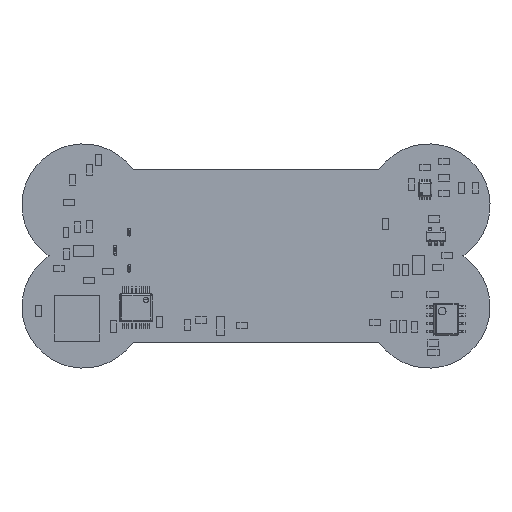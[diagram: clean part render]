
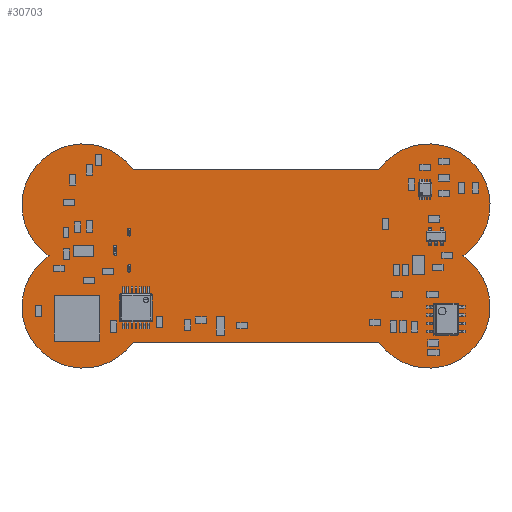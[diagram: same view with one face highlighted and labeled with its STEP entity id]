
A CAD part, top view. The second image highlights one B-rep face of the part: STEP entity #30703.
In plain terms, the highlighted planar face has unit normal (0, 0, 1).
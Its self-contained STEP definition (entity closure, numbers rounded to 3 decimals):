
#30100 = VERTEX_POINT('',#30101);
#30101 = CARTESIAN_POINT('',(36.896,36.703,0.));
#30107 = EDGE_CURVE('',#30100,#30108,#30110,.T.);
#30108 = VERTEX_POINT('',#30109);
#30109 = CARTESIAN_POINT('',(23.898,50.038,0.));
#30110 = CIRCLE('',#30111,9.468);
#30111 = AXIS2_PLACEMENT_3D('',#30112,#30113,#30114);
#30112 = CARTESIAN_POINT('',(29.167,42.172,0.));
#30113 = DIRECTION('',(0.,0.,-1.));
#30114 = DIRECTION('',(0.816,-0.578,0.));
#30140 = EDGE_CURVE('',#30108,#30141,#30143,.T.);
#30141 = VERTEX_POINT('',#30142);
#30142 = CARTESIAN_POINT('',(36.896,63.373,0.));
#30143 = CIRCLE('',#30144,9.468);
#30144 = AXIS2_PLACEMENT_3D('',#30145,#30146,#30147);
#30145 = CARTESIAN_POINT('',(29.167,57.904,0.));
#30146 = DIRECTION('',(0.,0.,-1.));
#30147 = DIRECTION('',(-0.557,-0.831,0.));
#30173 = EDGE_CURVE('',#30141,#30174,#30176,.T.);
#30174 = VERTEX_POINT('',#30175);
#30175 = CARTESIAN_POINT('',(74.864,63.373,0.));
#30176 = LINE('',#30177,#30178);
#30177 = CARTESIAN_POINT('',(36.896,63.373,0.));
#30178 = VECTOR('',#30179,1.);
#30179 = DIRECTION('',(1.,0.,0.));
#30204 = EDGE_CURVE('',#30174,#30205,#30207,.T.);
#30205 = VERTEX_POINT('',#30206);
#30206 = CARTESIAN_POINT('',(87.862,50.038,0.));
#30207 = CIRCLE('',#30208,9.468);
#30208 = AXIS2_PLACEMENT_3D('',#30209,#30210,#30211);
#30209 = CARTESIAN_POINT('',(82.593,57.904,0.));
#30210 = DIRECTION('',(0.,0.,-1.));
#30211 = DIRECTION('',(-0.816,0.578,0.));
#30237 = EDGE_CURVE('',#30205,#30238,#30240,.T.);
#30238 = VERTEX_POINT('',#30239);
#30239 = CARTESIAN_POINT('',(74.864,36.703,0.));
#30240 = CIRCLE('',#30241,9.468);
#30241 = AXIS2_PLACEMENT_3D('',#30242,#30243,#30244);
#30242 = CARTESIAN_POINT('',(82.593,42.172,0.));
#30243 = DIRECTION('',(0.,0.,-1.));
#30244 = DIRECTION('',(0.557,0.831,0.));
#30270 = EDGE_CURVE('',#30238,#30100,#30271,.T.);
#30271 = LINE('',#30272,#30273);
#30272 = CARTESIAN_POINT('',(74.864,36.703,0.));
#30273 = VECTOR('',#30274,1.);
#30274 = DIRECTION('',(-1.,0.,0.));
#30294 = VERTEX_POINT('',#30295);
#30295 = CARTESIAN_POINT('',(34.354,51.477,0.));
#30301 = EDGE_CURVE('',#30294,#30302,#30304,.T.);
#30302 = VERTEX_POINT('',#30303);
#30303 = CARTESIAN_POINT('',(33.854,51.477,0.));
#30304 = CIRCLE('',#30305,0.25);
#30305 = AXIS2_PLACEMENT_3D('',#30306,#30307,#30308);
#30306 = CARTESIAN_POINT('',(34.104,51.477,0.));
#30307 = DIRECTION('',(0.,0.,1.));
#30308 = DIRECTION('',(1.,0.,0.));
#30336 = VERTEX_POINT('',#30337);
#30337 = CARTESIAN_POINT('',(34.354,50.377,0.));
#30343 = EDGE_CURVE('',#30336,#30294,#30344,.T.);
#30344 = LINE('',#30345,#30346);
#30345 = CARTESIAN_POINT('',(34.354,50.377,0.));
#30346 = VECTOR('',#30347,1.);
#30347 = DIRECTION('',(0.,1.,0.));
#30367 = VERTEX_POINT('',#30368);
#30368 = CARTESIAN_POINT('',(33.854,50.377,0.));
#30374 = EDGE_CURVE('',#30367,#30336,#30375,.T.);
#30375 = CIRCLE('',#30376,0.25);
#30376 = AXIS2_PLACEMENT_3D('',#30377,#30378,#30379);
#30377 = CARTESIAN_POINT('',(34.104,50.377,0.));
#30378 = DIRECTION('',(0.,0.,1.));
#30379 = DIRECTION('',(-1.,0.,0.));
#30398 = EDGE_CURVE('',#30302,#30367,#30399,.T.);
#30399 = LINE('',#30400,#30401);
#30400 = CARTESIAN_POINT('',(33.854,51.477,0.));
#30401 = VECTOR('',#30402,1.);
#30402 = DIRECTION('',(0.,-1.,0.));
#30422 = VERTEX_POINT('',#30423);
#30423 = CARTESIAN_POINT('',(36.504,48.477,0.));
#30429 = EDGE_CURVE('',#30422,#30430,#30432,.T.);
#30430 = VERTEX_POINT('',#30431);
#30431 = CARTESIAN_POINT('',(36.004,48.477,0.));
#30432 = CIRCLE('',#30433,0.25);
#30433 = AXIS2_PLACEMENT_3D('',#30434,#30435,#30436);
#30434 = CARTESIAN_POINT('',(36.254,48.477,0.));
#30435 = DIRECTION('',(0.,0.,1.));
#30436 = DIRECTION('',(1.,0.,0.));
#30464 = VERTEX_POINT('',#30465);
#30465 = CARTESIAN_POINT('',(36.504,47.777,0.));
#30471 = EDGE_CURVE('',#30464,#30422,#30472,.T.);
#30472 = LINE('',#30473,#30474);
#30473 = CARTESIAN_POINT('',(36.504,47.777,0.));
#30474 = VECTOR('',#30475,1.);
#30475 = DIRECTION('',(0.,1.,0.));
#30495 = VERTEX_POINT('',#30496);
#30496 = CARTESIAN_POINT('',(36.004,47.777,0.));
#30502 = EDGE_CURVE('',#30495,#30464,#30503,.T.);
#30503 = CIRCLE('',#30504,0.25);
#30504 = AXIS2_PLACEMENT_3D('',#30505,#30506,#30507);
#30505 = CARTESIAN_POINT('',(36.254,47.777,0.));
#30506 = DIRECTION('',(0.,0.,1.));
#30507 = DIRECTION('',(-1.,0.,0.));
#30526 = EDGE_CURVE('',#30430,#30495,#30527,.T.);
#30527 = LINE('',#30528,#30529);
#30528 = CARTESIAN_POINT('',(36.004,48.477,0.));
#30529 = VECTOR('',#30530,1.);
#30530 = DIRECTION('',(0.,-1.,0.));
#30550 = VERTEX_POINT('',#30551);
#30551 = CARTESIAN_POINT('',(36.504,54.077,0.));
#30557 = EDGE_CURVE('',#30550,#30558,#30560,.T.);
#30558 = VERTEX_POINT('',#30559);
#30559 = CARTESIAN_POINT('',(36.004,54.077,0.));
#30560 = CIRCLE('',#30561,0.25);
#30561 = AXIS2_PLACEMENT_3D('',#30562,#30563,#30564);
#30562 = CARTESIAN_POINT('',(36.254,54.077,0.));
#30563 = DIRECTION('',(0.,0.,1.));
#30564 = DIRECTION('',(1.,0.,0.));
#30592 = VERTEX_POINT('',#30593);
#30593 = CARTESIAN_POINT('',(36.504,53.377,0.));
#30599 = EDGE_CURVE('',#30592,#30550,#30600,.T.);
#30600 = LINE('',#30601,#30602);
#30601 = CARTESIAN_POINT('',(36.504,53.377,0.));
#30602 = VECTOR('',#30603,1.);
#30603 = DIRECTION('',(0.,1.,0.));
#30623 = VERTEX_POINT('',#30624);
#30624 = CARTESIAN_POINT('',(36.004,53.377,0.));
#30630 = EDGE_CURVE('',#30623,#30592,#30631,.T.);
#30631 = CIRCLE('',#30632,0.25);
#30632 = AXIS2_PLACEMENT_3D('',#30633,#30634,#30635);
#30633 = CARTESIAN_POINT('',(36.254,53.377,0.));
#30634 = DIRECTION('',(0.,0.,1.));
#30635 = DIRECTION('',(-1.,0.,0.));
#30654 = EDGE_CURVE('',#30558,#30623,#30655,.T.);
#30655 = LINE('',#30656,#30657);
#30656 = CARTESIAN_POINT('',(36.004,54.077,0.));
#30657 = VECTOR('',#30658,1.);
#30658 = DIRECTION('',(0.,-1.,0.));
#30703 = ADVANCED_FACE('',(#30704,#30712,#30718,#30724),#30730,.T.);
#30704 = FACE_BOUND('',#30705,.F.);
#30705 = EDGE_LOOP('',(#30706,#30707,#30708,#30709,#30710,#30711));
#30706 = ORIENTED_EDGE('',*,*,#30107,.T.);
#30707 = ORIENTED_EDGE('',*,*,#30140,.T.);
#30708 = ORIENTED_EDGE('',*,*,#30173,.T.);
#30709 = ORIENTED_EDGE('',*,*,#30204,.T.);
#30710 = ORIENTED_EDGE('',*,*,#30237,.T.);
#30711 = ORIENTED_EDGE('',*,*,#30270,.T.);
#30712 = FACE_BOUND('',#30713,.T.);
#30713 = EDGE_LOOP('',(#30714,#30715,#30716,#30717));
#30714 = ORIENTED_EDGE('',*,*,#30301,.F.);
#30715 = ORIENTED_EDGE('',*,*,#30343,.F.);
#30716 = ORIENTED_EDGE('',*,*,#30374,.F.);
#30717 = ORIENTED_EDGE('',*,*,#30398,.F.);
#30718 = FACE_BOUND('',#30719,.T.);
#30719 = EDGE_LOOP('',(#30720,#30721,#30722,#30723));
#30720 = ORIENTED_EDGE('',*,*,#30429,.F.);
#30721 = ORIENTED_EDGE('',*,*,#30471,.F.);
#30722 = ORIENTED_EDGE('',*,*,#30502,.F.);
#30723 = ORIENTED_EDGE('',*,*,#30526,.F.);
#30724 = FACE_BOUND('',#30725,.T.);
#30725 = EDGE_LOOP('',(#30726,#30727,#30728,#30729));
#30726 = ORIENTED_EDGE('',*,*,#30557,.F.);
#30727 = ORIENTED_EDGE('',*,*,#30599,.F.);
#30728 = ORIENTED_EDGE('',*,*,#30630,.F.);
#30729 = ORIENTED_EDGE('',*,*,#30654,.F.);
#30730 = PLANE('',#30731);
#30731 = AXIS2_PLACEMENT_3D('',#30732,#30733,#30734);
#30732 = CARTESIAN_POINT('',(36.896,36.703,0.));
#30733 = DIRECTION('',(0.,0.,1.));
#30734 = DIRECTION('',(1.,0.,0.));
